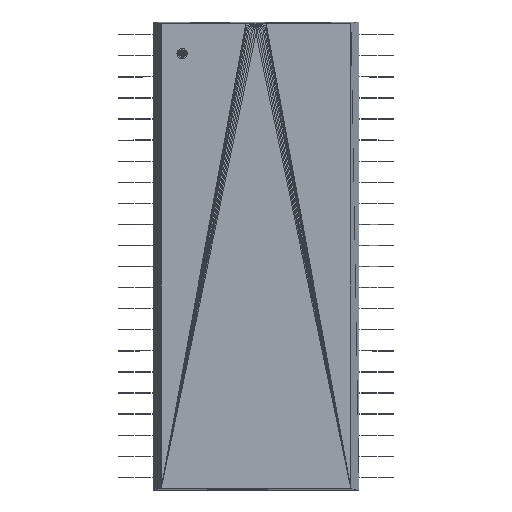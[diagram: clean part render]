
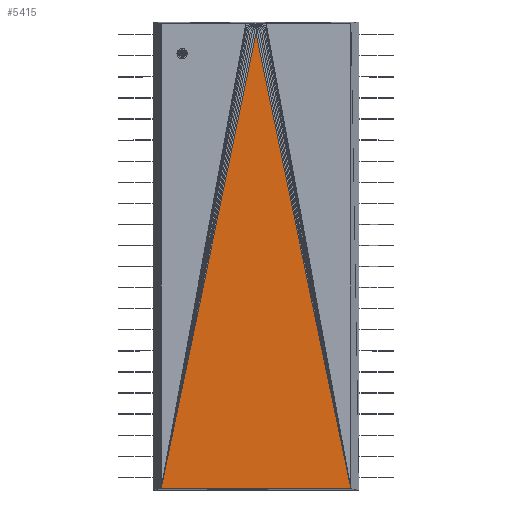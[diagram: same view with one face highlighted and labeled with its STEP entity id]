
A CAD part, top view. The second image highlights one B-rep face of the part: STEP entity #5415.
In plain terms, the highlighted planar face has unit normal (0, 0, 1).
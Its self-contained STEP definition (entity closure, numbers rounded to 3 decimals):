
#5075=CARTESIAN_POINT('',(2.858,-7.0,1.702));
#5074=VERTEX_POINT('',#5075);
#5389=CARTESIAN_POINT('',(0.0,6.695,1.702));
#5388=VERTEX_POINT('',#5389);
#5385=EDGE_CURVE('',#5074,#5388,#5390,.T.);
#5390=LINE('',#5075,#5392);
#5392=VECTOR('',#5393,13.991);
#5393=DIRECTION('',(-0.204,0.979,0.0));
#5415=ADVANCED_FACE('',(#5421),#5416,.T.);
#5416=PLANE('',#5417);
#5417=AXIS2_PLACEMENT_3D('',#5418,#5419,#5420);
#5418=CARTESIAN_POINT('',(-2.858,-7.0,1.702));
#5419=DIRECTION('',(0.0,0.0,1.0));
#5420=DIRECTION('',(0.,1.,0.));
#5421=FACE_OUTER_BOUND('',#5422,.T.);
#5422=EDGE_LOOP('',(#5423,#5433,#5443));
#5428=CARTESIAN_POINT('',(-2.858,-7.0,1.702));
#5427=VERTEX_POINT('',#5428);
#5424=EDGE_CURVE('',#5074,#5427,#5429,.T.);
#5429=LINE('',#5075,#5431);
#5431=VECTOR('',#5432,5.717);
#5432=DIRECTION('',(-1.0,0.0,0.0));
#5423=ORIENTED_EDGE('',*,*,#5424,.F.);
#5433=ORIENTED_EDGE('',*,*,#5385,.T.);
#5444=EDGE_CURVE('',#5427,#5388,#5449,.T.);
#5449=LINE('',#5428,#5451);
#5451=VECTOR('',#5452,13.991);
#5452=DIRECTION('',(0.204,0.979,0.0));
#5443=ORIENTED_EDGE('',*,*,#5444,.F.);
